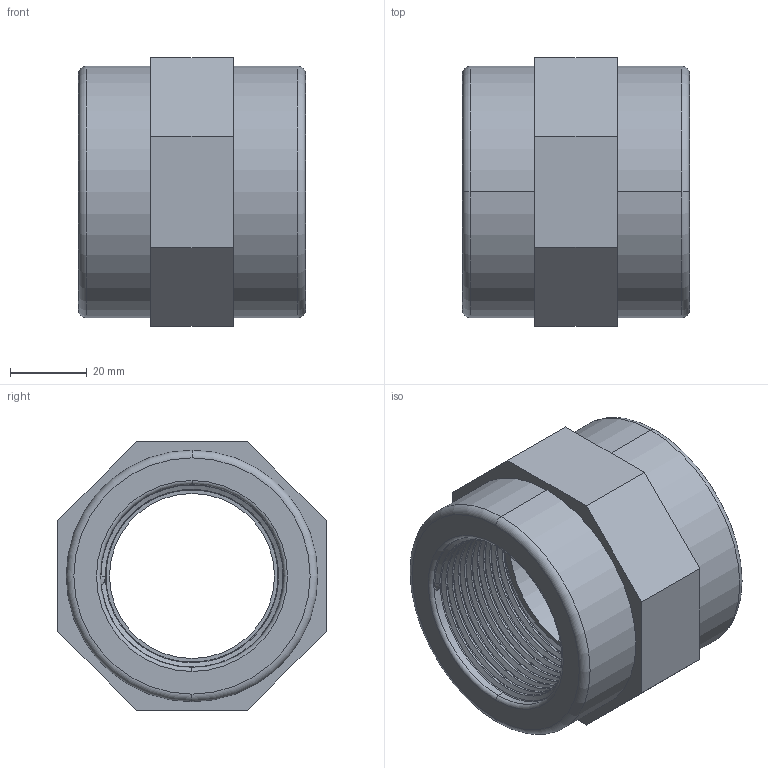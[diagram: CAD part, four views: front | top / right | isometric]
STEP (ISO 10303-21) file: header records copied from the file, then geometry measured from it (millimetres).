
FILE_DESCRIPTION (( 'STEP AP203' ), '1' );
FILE_NAME ('00230_1111.STEP', '2017-05-17T12:51:34', ( '' ), ( '' ), 'SwSTEP 2.0', 'SolidWorks 2011', '' );
FILE_SCHEMA (( 'CONFIG_CONTROL_DESIGN' ));
Length unit declared in the file: millimetre
Products named in the file (1): 00230_1111
Bounding box: 59.2 x 70 x 70 mm (x, y, z)
Volume: 115284.5 mm3; surface area: 30934 mm2
Topology: 1 solids, 1 shells, 96 faces, 250 edges, 160 vertices
Faces by surface type: cylinder 52, plane 16, torus 14, bspline 10, cone 4
Entity records: 12879 total; most frequent: CARTESIAN_POINT 10771, ORIENTED_EDGE 500, DIRECTION 358, EDGE_CURVE 250, VERTEX_POINT 160, AXIS2_PLACEMENT_3D 139, EDGE_LOOP 102, FACE_OUTER_BOUND 96
